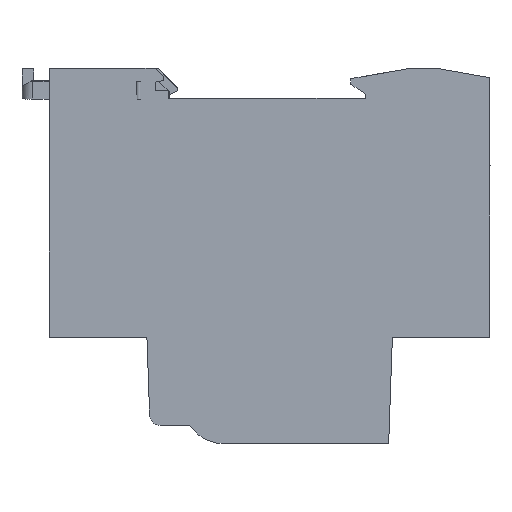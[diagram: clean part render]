
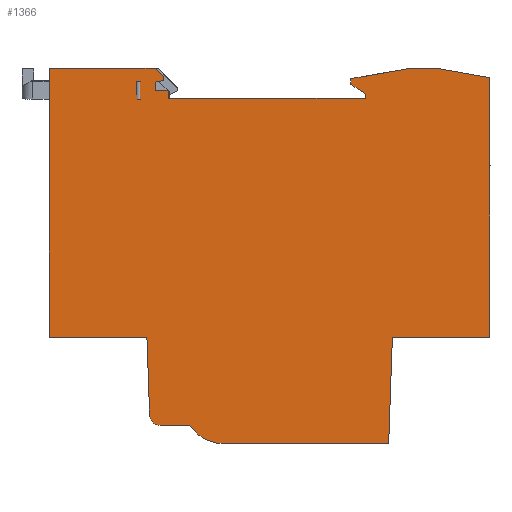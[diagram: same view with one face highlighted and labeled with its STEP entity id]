
A CAD part, front view. The second image highlights one B-rep face of the part: STEP entity #1366.
In plain terms, the highlighted planar face has unit normal (0, -1, 0).
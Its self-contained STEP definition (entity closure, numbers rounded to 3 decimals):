
#1=DIRECTION('',(0.,0.,-1.));
#2=VECTOR('',#1,49.291);
#3=CARTESIAN_POINT('',(5.,0.27,-0.026));
#4=LINE('',#3,#2);
#5=DIRECTION('',(-1.,0.,0.));
#6=VECTOR('',#5,19.396);
#7=CARTESIAN_POINT('',(24.396,0.27,-0.026));
#8=LINE('',#7,#6);
#9=DIRECTION('',(-0.71,0.,0.704));
#10=VECTOR('',#9,2.118);
#11=CARTESIAN_POINT('',(25.9,0.27,-1.517));
#12=LINE('',#11,#10);
#13=DIRECTION('',(0.,0.,1.));
#14=VECTOR('',#13,0.736);
#15=CARTESIAN_POINT('',(25.9,0.27,-2.252));
#16=LINE('',#15,#14);
#17=DIRECTION('',(0.985,0.,0.174));
#18=VECTOR('',#17,1.523);
#19=CARTESIAN_POINT('',(24.4,0.27,-2.517));
#20=LINE('',#19,#18);
#21=DIRECTION('',(0.,0.,1.));
#22=VECTOR('',#21,1.5);
#23=CARTESIAN_POINT('',(24.4,0.27,-4.017));
#24=LINE('',#23,#22);
#25=DIRECTION('',(-1.,0.,0.));
#26=VECTOR('',#25,2.5);
#27=CARTESIAN_POINT('',(26.9,0.27,-4.017));
#28=LINE('',#27,#26);
#29=DIRECTION('',(0.,0.,1.));
#30=VECTOR('',#29,1.5);
#31=CARTESIAN_POINT('',(26.9,0.27,-5.517));
#32=LINE('',#31,#30);
#33=DIRECTION('',(-1.,0.,0.));
#34=VECTOR('',#33,36.);
#35=CARTESIAN_POINT('',(62.9,0.27,-5.517));
#36=LINE('',#35,#34);
#37=DIRECTION('',(0.,0.,-1.));
#38=VECTOR('',#37,0.8);
#39=CARTESIAN_POINT('',(62.9,0.27,-4.717));
#40=LINE('',#39,#38);
#41=DIRECTION('',(0.823,0.,-0.569));
#42=VECTOR('',#41,3.15);
#43=CARTESIAN_POINT('',(60.309,0.27,-2.926));
#44=LINE('',#43,#42);
#45=DIRECTION('',(0.,0.,-1.));
#46=VECTOR('',#45,1.015);
#47=CARTESIAN_POINT('',(60.309,0.27,-1.911));
#48=LINE('',#47,#46);
#49=DIRECTION('',(-0.985,0.,-0.174));
#50=VECTOR('',#49,10.856);
#51=CARTESIAN_POINT('',(70.999,0.27,-0.026));
#52=LINE('',#51,#50);
#53=DIRECTION('',(-1.,0.,0.));
#54=VECTOR('',#53,5.159);
#55=CARTESIAN_POINT('',(76.158,0.27,-0.026));
#56=LINE('',#55,#54);
#57=DIRECTION('',(-0.985,0.,0.174));
#58=VECTOR('',#57,9.791);
#59=CARTESIAN_POINT('',(85.8,0.27,-1.726));
#60=LINE('',#59,#58);
#61=DIRECTION('',(0.,0.,1.));
#62=VECTOR('',#61,47.591);
#63=CARTESIAN_POINT('',(85.8,0.27,-49.317));
#64=LINE('',#63,#62);
#65=DIRECTION('',(1.,0.,0.));
#66=VECTOR('',#65,17.9);
#67=CARTESIAN_POINT('',(67.9,0.27,-49.317));
#68=LINE('',#67,#66);
#69=DIRECTION('',(0.035,0.,0.999));
#70=VECTOR('',#69,19.502);
#71=CARTESIAN_POINT('',(67.219,0.27,-68.807));
#72=LINE('',#71,#70);
#73=DIRECTION('',(1.,0.,0.));
#74=VECTOR('',#73,30.319);
#75=CARTESIAN_POINT('',(36.9,0.27,-68.807));
#76=LINE('',#75,#74);
#77=CARTESIAN_POINT('',(36.9,0.27,-61.507));
#78=DIRECTION('',(0.,-1.,0.));
#79=DIRECTION('',(-0.837,0.,-0.548));
#80=AXIS2_PLACEMENT_3D('',#77,#78,#79);
#82=DIRECTION('',(1.,0.,0.));
#83=VECTOR('',#82,5.397);
#84=CARTESIAN_POINT('',(25.397,0.27,-65.507));
#85=LINE('',#84,#83);
#86=CARTESIAN_POINT('',(25.397,0.27,-63.507));
#87=DIRECTION('',(0.,-1.,0.));
#88=DIRECTION('',(-0.999,0.,-0.035));
#89=AXIS2_PLACEMENT_3D('',#86,#87,#88);
#91=DIRECTION('',(0.035,0.,-0.999));
#92=VECTOR('',#91,14.269);
#93=CARTESIAN_POINT('',(22.9,0.27,-49.317));
#94=LINE('',#93,#92);
#95=DIRECTION('',(1.,0.,0.));
#96=VECTOR('',#95,17.9);
#97=CARTESIAN_POINT('',(5.,0.27,-49.317));
#98=LINE('',#97,#96);
#1007=CARTESIAN_POINT('',(5.,0.27,-0.026));
#1008=CARTESIAN_POINT('',(5.,0.27,-49.317));
#1009=VERTEX_POINT('',#1007);
#1010=VERTEX_POINT('',#1008);
#1011=CARTESIAN_POINT('',(22.9,0.27,-49.317));
#1012=VERTEX_POINT('',#1011);
#1013=CARTESIAN_POINT('',(23.398,0.27,-63.577));
#1014=VERTEX_POINT('',#1013);
#1015=CARTESIAN_POINT('',(25.397,0.27,-65.507));
#1016=VERTEX_POINT('',#1015);
#1017=CARTESIAN_POINT('',(30.794,0.27,-65.507));
#1018=VERTEX_POINT('',#1017);
#1019=CARTESIAN_POINT('',(36.9,0.27,-68.807));
#1020=VERTEX_POINT('',#1019);
#1021=CARTESIAN_POINT('',(67.219,0.27,-68.807));
#1022=VERTEX_POINT('',#1021);
#1023=CARTESIAN_POINT('',(67.9,0.27,-49.317));
#1024=VERTEX_POINT('',#1023);
#1025=CARTESIAN_POINT('',(85.8,0.27,-49.317));
#1026=VERTEX_POINT('',#1025);
#1027=CARTESIAN_POINT('',(85.8,0.27,-1.726));
#1028=VERTEX_POINT('',#1027);
#1029=CARTESIAN_POINT('',(76.158,0.27,-0.026));
#1030=VERTEX_POINT('',#1029);
#1031=CARTESIAN_POINT('',(70.999,0.27,-0.026));
#1032=VERTEX_POINT('',#1031);
#1033=CARTESIAN_POINT('',(60.309,0.27,-1.911));
#1034=VERTEX_POINT('',#1033);
#1035=CARTESIAN_POINT('',(60.309,0.27,-2.926));
#1036=VERTEX_POINT('',#1035);
#1037=CARTESIAN_POINT('',(62.9,0.27,-4.717));
#1038=VERTEX_POINT('',#1037);
#1039=CARTESIAN_POINT('',(62.9,0.27,-5.517));
#1040=VERTEX_POINT('',#1039);
#1041=CARTESIAN_POINT('',(26.9,0.27,-5.517));
#1042=VERTEX_POINT('',#1041);
#1043=CARTESIAN_POINT('',(26.9,0.27,-4.017));
#1044=VERTEX_POINT('',#1043);
#1045=CARTESIAN_POINT('',(24.4,0.27,-4.017));
#1046=VERTEX_POINT('',#1045);
#1047=CARTESIAN_POINT('',(24.4,0.27,-2.517));
#1048=VERTEX_POINT('',#1047);
#1049=CARTESIAN_POINT('',(25.9,0.27,-2.252));
#1050=VERTEX_POINT('',#1049);
#1051=CARTESIAN_POINT('',(25.9,0.27,-1.517));
#1052=VERTEX_POINT('',#1051);
#1053=CARTESIAN_POINT('',(24.396,0.27,-0.026));
#1054=VERTEX_POINT('',#1053);
#1311=CARTESIAN_POINT('',(0.,0.27,0.));
#1312=DIRECTION('',(0.,-1.,0.));
#1313=DIRECTION('',(1.,0.,0.));
#1314=AXIS2_PLACEMENT_3D('',#1311,#1312,#1313);
#1315=PLANE('',#1314);
#1317=ORIENTED_EDGE('',*,*,#1316,.F.);
#1319=ORIENTED_EDGE('',*,*,#1318,.F.);
#1321=ORIENTED_EDGE('',*,*,#1320,.F.);
#1323=ORIENTED_EDGE('',*,*,#1322,.F.);
#1325=ORIENTED_EDGE('',*,*,#1324,.F.);
#1327=ORIENTED_EDGE('',*,*,#1326,.F.);
#1329=ORIENTED_EDGE('',*,*,#1328,.F.);
#1331=ORIENTED_EDGE('',*,*,#1330,.F.);
#1333=ORIENTED_EDGE('',*,*,#1332,.F.);
#1335=ORIENTED_EDGE('',*,*,#1334,.F.);
#1337=ORIENTED_EDGE('',*,*,#1336,.F.);
#1339=ORIENTED_EDGE('',*,*,#1338,.F.);
#1341=ORIENTED_EDGE('',*,*,#1340,.F.);
#1343=ORIENTED_EDGE('',*,*,#1342,.F.);
#1345=ORIENTED_EDGE('',*,*,#1344,.F.);
#1347=ORIENTED_EDGE('',*,*,#1346,.F.);
#1349=ORIENTED_EDGE('',*,*,#1348,.F.);
#1351=ORIENTED_EDGE('',*,*,#1350,.F.);
#1353=ORIENTED_EDGE('',*,*,#1352,.F.);
#1355=ORIENTED_EDGE('',*,*,#1354,.F.);
#1357=ORIENTED_EDGE('',*,*,#1356,.F.);
#1359=ORIENTED_EDGE('',*,*,#1358,.F.);
#1361=ORIENTED_EDGE('',*,*,#1360,.F.);
#1363=ORIENTED_EDGE('',*,*,#1362,.F.);
#1364=EDGE_LOOP('',(#1317,#1319,#1321,#1323,#1325,#1327,#1329,#1331,#1333,#1335,
#1337,#1339,#1341,#1343,#1345,#1347,#1349,#1351,#1353,#1355,#1357,#1359,#1361,
#1363));
#1365=FACE_OUTER_BOUND('',#1364,.F.);
#81=CIRCLE('',#80,7.3);
#90=CIRCLE('',#89,2.);
#1316=EDGE_CURVE('',#1009,#1010,#4,.T.);
#1318=EDGE_CURVE('',#1054,#1009,#8,.T.);
#1320=EDGE_CURVE('',#1052,#1054,#12,.T.);
#1322=EDGE_CURVE('',#1050,#1052,#16,.T.);
#1324=EDGE_CURVE('',#1048,#1050,#20,.T.);
#1326=EDGE_CURVE('',#1046,#1048,#24,.T.);
#1328=EDGE_CURVE('',#1044,#1046,#28,.T.);
#1330=EDGE_CURVE('',#1042,#1044,#32,.T.);
#1332=EDGE_CURVE('',#1040,#1042,#36,.T.);
#1334=EDGE_CURVE('',#1038,#1040,#40,.T.);
#1336=EDGE_CURVE('',#1036,#1038,#44,.T.);
#1338=EDGE_CURVE('',#1034,#1036,#48,.T.);
#1340=EDGE_CURVE('',#1032,#1034,#52,.T.);
#1342=EDGE_CURVE('',#1030,#1032,#56,.T.);
#1344=EDGE_CURVE('',#1028,#1030,#60,.T.);
#1346=EDGE_CURVE('',#1026,#1028,#64,.T.);
#1348=EDGE_CURVE('',#1024,#1026,#68,.T.);
#1350=EDGE_CURVE('',#1022,#1024,#72,.T.);
#1352=EDGE_CURVE('',#1020,#1022,#76,.T.);
#1354=EDGE_CURVE('',#1018,#1020,#81,.T.);
#1356=EDGE_CURVE('',#1016,#1018,#85,.T.);
#1358=EDGE_CURVE('',#1014,#1016,#90,.T.);
#1360=EDGE_CURVE('',#1012,#1014,#94,.T.);
#1362=EDGE_CURVE('',#1010,#1012,#98,.T.);
#1366=ADVANCED_FACE('',(#1365),#1315,.T.);
